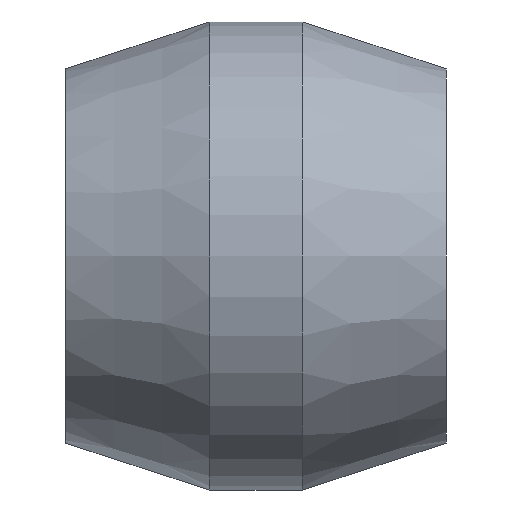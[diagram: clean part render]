
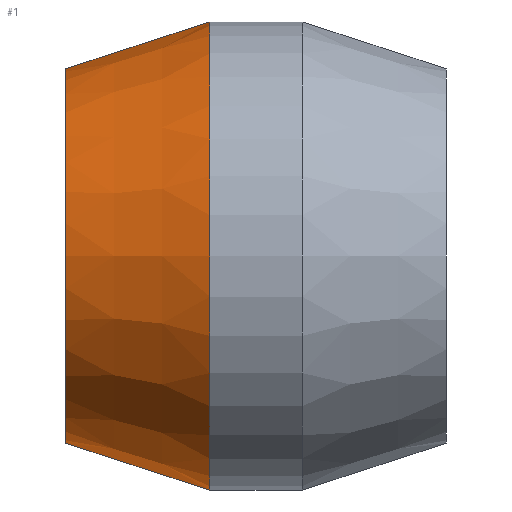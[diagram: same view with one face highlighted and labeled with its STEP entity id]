
A CAD part, left-side view. The second image highlights one B-rep face of the part: STEP entity #1.
In plain terms, the highlighted conical face has half-angle 18 degrees and reference radius 3.2 mm.
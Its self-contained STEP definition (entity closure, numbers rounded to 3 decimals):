
#1 = ADVANCED_FACE ( 'NONE', ( #127 ), #131, .T. ) ;
#13 = EDGE_CURVE ( 'NONE', #141, #178, #93, .T. ) ;
#17 = AXIS2_PLACEMENT_3D ( 'NONE', #256, #205, #204 ) ;
#35 = AXIS2_PLACEMENT_3D ( 'NONE', #218, #262, #195 ) ;
#37 = EDGE_CURVE ( 'NONE', #142, #153, #103, .T. ) ;
#56 = AXIS2_PLACEMENT_3D ( 'NONE', #231, #233, #232 ) ;
#60 = EDGE_CURVE ( 'NONE', #141, #153, #104, .T. ) ;
#64 = EDGE_CURVE ( 'NONE', #178, #142, #83, .T. ) ;
#80 = VECTOR ( 'NONE', #281, 1000. ) ;
#81 = ORIENTED_EDGE ( 'NONE', *, *, #64, .F. ) ;
#83 = LINE ( 'NONE', #286, #80 ) ;
#85 = ORIENTED_EDGE ( 'NONE', *, *, #60, .T. ) ;
#93 = CIRCLE ( 'NONE', #17, 3.2 ) ;
#103 = CIRCLE ( 'NONE', #35, 4. ) ;
#104 = LINE ( 'NONE', #300, #166 ) ;
#127 = FACE_OUTER_BOUND ( 'NONE', #139, .T. ) ;
#131 = CONICAL_SURFACE ( 'NONE', #56, 3.2, 0.314 ) ;
#139 = EDGE_LOOP ( 'NONE', ( #81, #167, #85, #174 ) ) ;
#141 = VERTEX_POINT ( 'NONE', #269 ) ;
#142 = VERTEX_POINT ( 'NONE', #270 ) ;
#153 = VERTEX_POINT ( 'NONE', #259 ) ;
#166 = VECTOR ( 'NONE', #311, 1000. ) ;
#167 = ORIENTED_EDGE ( 'NONE', *, *, #13, .F. ) ;
#174 = ORIENTED_EDGE ( 'NONE', *, *, #37, .F. ) ;
#178 = VERTEX_POINT ( 'NONE', #206 ) ;
#195 = DIRECTION ( 'NONE',  ( 1., 0., 0. ) ) ;
#204 = DIRECTION ( 'NONE',  ( 0., 0., -1. ) ) ;
#205 = DIRECTION ( 'NONE',  ( 0., 1., 0. ) ) ;
#206 = CARTESIAN_POINT ( 'NONE',  ( 0., 6.5, 3.2 ) ) ;
#218 = CARTESIAN_POINT ( 'NONE',  ( 0., 4.038, 0. ) ) ;
#231 = CARTESIAN_POINT ( 'NONE',  ( 0., 6.5, 0. ) ) ;
#232 = DIRECTION ( 'NONE',  ( 0., 0., -1. ) ) ;
#233 = DIRECTION ( 'NONE',  ( 0., -1., 0. ) ) ;
#256 = CARTESIAN_POINT ( 'NONE',  ( 0., 6.5, 0. ) ) ;
#259 = CARTESIAN_POINT ( 'NONE',  ( 0., 4.038, -4. ) ) ;
#262 = DIRECTION ( 'NONE',  ( 0., -1., 0. ) ) ;
#269 = CARTESIAN_POINT ( 'NONE',  ( 0., 6.5, -3.2 ) ) ;
#270 = CARTESIAN_POINT ( 'NONE',  ( 0., 4.038, 4. ) ) ;
#281 = DIRECTION ( 'NONE',  ( 0., -0.951, 0.309 ) ) ;
#286 = CARTESIAN_POINT ( 'NONE',  ( 0., 6.5, 3.2 ) ) ;
#300 = CARTESIAN_POINT ( 'NONE',  ( 0., 6.5, -3.2 ) ) ;
#311 = DIRECTION ( 'NONE',  ( 0., -0.951, -0.309 ) ) ;
